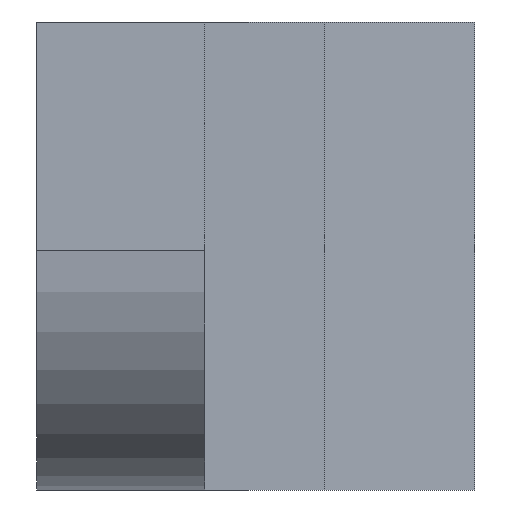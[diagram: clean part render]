
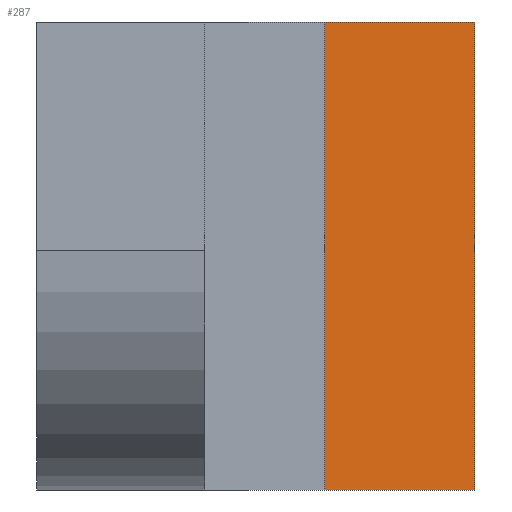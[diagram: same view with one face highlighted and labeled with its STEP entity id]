
A CAD part, left-side view. The second image highlights one B-rep face of the part: STEP entity #287.
In plain terms, the highlighted planar face has unit normal (-0.686, -0.727, 0).
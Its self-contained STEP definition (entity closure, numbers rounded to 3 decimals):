
#40=LINE('',#457,#72);
#42=LINE('',#461,#74);
#43=LINE('',#463,#75);
#44=LINE('',#464,#76);
#72=VECTOR('',#375,7.8);
#74=VECTOR('',#379,3.643);
#75=VECTOR('',#380,7.8);
#76=VECTOR('',#381,3.643);
#87=PLANE('',#310);
#105=FACE_OUTER_BOUND('',#123,.T.);
#123=EDGE_LOOP('',(#245,#246,#247,#248));
#155=VERTEX_POINT('',#454);
#156=VERTEX_POINT('',#456);
#157=VERTEX_POINT('',#460);
#158=VERTEX_POINT('',#462);
#190=EDGE_CURVE('',#156,#155,#40,.T.);
#192=EDGE_CURVE('',#155,#157,#42,.T.);
#193=EDGE_CURVE('',#158,#157,#43,.T.);
#194=EDGE_CURVE('',#156,#158,#44,.T.);
#245=ORIENTED_EDGE('',*,*,#192,.T.);
#246=ORIENTED_EDGE('',*,*,#193,.F.);
#247=ORIENTED_EDGE('',*,*,#194,.F.);
#248=ORIENTED_EDGE('',*,*,#190,.T.);
#287=ADVANCED_FACE('',(#105),#87,.T.);
#310=AXIS2_PLACEMENT_3D('',#459,#377,#378);
#375=DIRECTION('',(0.,0.,1.));
#377=DIRECTION('center_axis',(-0.686,-0.727,0.));
#378=DIRECTION('ref_axis',(0.,0.,1.));
#379=DIRECTION('',(-0.727,0.686,0.));
#380=DIRECTION('',(0.,0.,1.));
#381=DIRECTION('',(-0.727,0.686,0.));
#454=CARTESIAN_POINT('',(-14.767,-5.612,7.8));
#456=CARTESIAN_POINT('',(-14.767,-5.612,0.));
#457=CARTESIAN_POINT('',(-14.767,-5.612,0.));
#459=CARTESIAN_POINT('Origin',(-14.767,-5.612,0.));
#460=CARTESIAN_POINT('',(-17.417,-3.112,7.8));
#461=CARTESIAN_POINT('',(-14.767,-5.612,7.8));
#462=CARTESIAN_POINT('',(-17.417,-3.112,0.));
#463=CARTESIAN_POINT('',(-17.417,-3.112,0.));
#464=CARTESIAN_POINT('',(-14.767,-5.612,0.));
